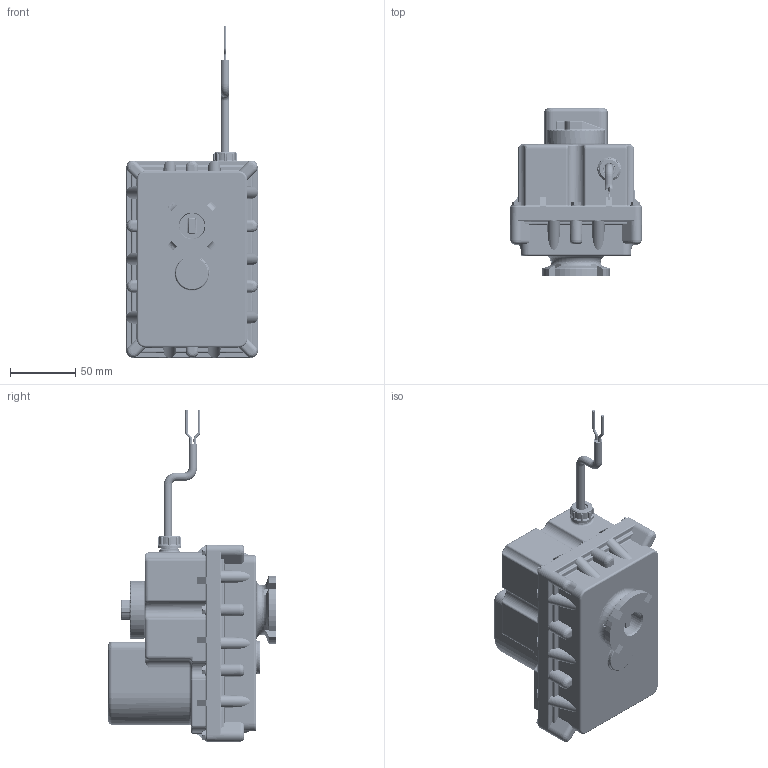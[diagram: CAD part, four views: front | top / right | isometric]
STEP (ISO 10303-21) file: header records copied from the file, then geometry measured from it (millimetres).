
FILE_DESCRIPTION(/* description */ ('6 SEC, 2W EV HIGH TORQUE ACTUATOR ASSEMBLY'),/* implementation_level */ '2;1');
FILE_NAME(/* name */ 'EVR4302.stp',/* time_stamp */ '2023-05-19T12:54:49-04:00',/* author */ ('bgilbert'),/* organization */ (''),/* preprocessor_version */ 'ST-DEVELOPER v18.1',/* originating_system */ 'Autodesk Inventor 2022',/* authorisation */ '');
FILE_SCHEMA (('AUTOMOTIVE_DESIGN { 1 0 10303 214 3 1 1 }'));
Products named in the file (26): EVR4302; MEV25101B; MEV25102D; MEV25102DX; VEL1004; VEL1005; VE49892; VE4989X; VE4989X_1; CAM; VE120B; Switch; VE120; 94639A199; VE15220; MVE107; VE107B; VE107B_1; F10E; VE109E; A162; MVE005; MVE002; A161; VEL1009; VEL1013
Assembly tree (37 placements, depth 4):
  EVR4302
    MEV25101B
    MEV25102D
      MEV25102DX
      VEL1004
      VEL1005
    VE49892
      VE4989X
        VE4989X_1
        CAM  x2
      VE120B
        Switch  x2
        VE120
      94639A199  x2
    VE15220  x10
    MVE107
    VE107B
      VE107B_1
    F10E
    VE109E
    A162
    MVE005
    MVE002
    A161
    VEL1009
    VEL1013
Bounding box: 100.33 x 128.4 x 253.26 mm (x, y, z)
Volume: 658840.2 mm3; surface area: 245463 mm2
Topology: 32 solids, 32 shells, 7933 faces, 20941 edges, 13696 vertices
Faces by surface type: plane 3851, bspline 2309, cylinder 978, torus 392, cone 359, sphere 44
Full cylindrical faces by diameter (mm): 2.032 x6, 2.159 x2, 2.616 x20, 2.794 x10, 2.921 x2, 3.048 x6, 3.302 x8, 3.505 x120, 3.81 x6, 4.064 x10, 4.47 x4, 6.35 x11, 7.62 x7, 7.938 x4, 8.001 x6, 8.128 x4, 8.331 x10, 8.839 x1, 9.525 x5, 9.55 x2, 9.601 x1, 10.16 x1, 11.176 x1, 12.7 x5, 15.875 x1, 16.256 x1, 17.272 x1, 18.237 x1, 18.908 x2, 19.05 x1
Entity records: 240676 total; most frequent: CARTESIAN_POINT 70970, ORIENTED_EDGE 38156, DIRECTION 26521, EDGE_CURVE 19078, VERTEX_POINT 12565, LINE 11771, VECTOR 11771, EDGE_LOOP 7901
